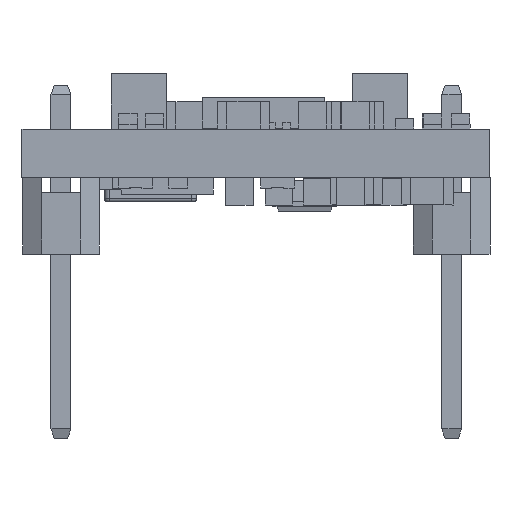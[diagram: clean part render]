
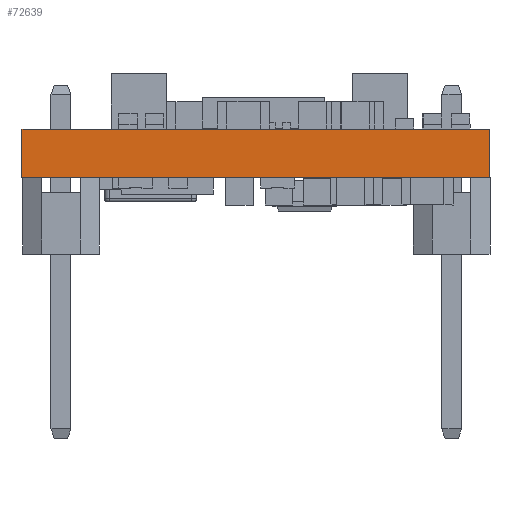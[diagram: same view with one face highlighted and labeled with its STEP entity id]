
A CAD part, front view. The second image highlights one B-rep face of the part: STEP entity #72639.
In plain terms, the highlighted planar face has unit normal (0, -1, 0).
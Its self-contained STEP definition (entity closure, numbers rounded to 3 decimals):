
#4675 = VECTOR ( 'NONE', #81195, 1000. ) ;
#8054 = EDGE_CURVE ( 'NONE', #86810, #26598, #10815, .T. ) ;
#10434 = LINE ( 'NONE', #46845, #78493 ) ;
#10815 = LINE ( 'NONE', #84274, #36279 ) ;
#12044 = EDGE_CURVE ( 'NONE', #19613, #26598, #33243, .T. ) ;
#13828 = EDGE_LOOP ( 'NONE', ( #53204, #79779, #36919, #81706 ) ) ;
#17328 = DIRECTION ( 'NONE',  ( 1., 0., 0. ) ) ;
#19613 = VERTEX_POINT ( 'NONE', #32659 ) ;
#24812 = CARTESIAN_POINT ( 'NONE',  ( 0., 0., 0. ) ) ;
#26198 = DIRECTION ( 'NONE',  ( 0., 0., -1. ) ) ;
#26598 = VERTEX_POINT ( 'NONE', #54906 ) ;
#32132 = AXIS2_PLACEMENT_3D ( 'NONE', #50611, #44436, #37826 ) ;
#32659 = CARTESIAN_POINT ( 'NONE',  ( 15.24, 0., 1.575 ) ) ;
#33243 = LINE ( 'NONE', #54460, #4675 ) ;
#36279 = VECTOR ( 'NONE', #82983, 1000. ) ;
#36919 = ORIENTED_EDGE ( 'NONE', *, *, #78465, .F. ) ;
#37826 = DIRECTION ( 'NONE',  ( 0., 0., 1. ) ) ;
#38274 = PLANE ( 'NONE',  #32132 ) ;
#41402 = VECTOR ( 'NONE', #17328, 1000. ) ;
#44436 = DIRECTION ( 'NONE',  ( 0., 1., 0. ) ) ;
#46845 = CARTESIAN_POINT ( 'NONE',  ( 0., 0., 1.575 ) ) ;
#50611 = CARTESIAN_POINT ( 'NONE',  ( 0., 0., 1.575 ) ) ;
#52991 = CARTESIAN_POINT ( 'NONE',  ( 0., 0., 1.575 ) ) ;
#53204 = ORIENTED_EDGE ( 'NONE', *, *, #8054, .T. ) ;
#54460 = CARTESIAN_POINT ( 'NONE',  ( 15.24, 0., 1.575 ) ) ;
#54906 = CARTESIAN_POINT ( 'NONE',  ( 15.24, 0., 0. ) ) ;
#58333 = LINE ( 'NONE', #52991, #41402 ) ;
#71784 = FACE_OUTER_BOUND ( 'NONE', #13828, .T. ) ;
#72639 = ADVANCED_FACE ( 'NONE', ( #71784 ), #38274, .F. ) ;
#73434 = CARTESIAN_POINT ( 'NONE',  ( 0., 0., 1.575 ) ) ;
#75577 = VERTEX_POINT ( 'NONE', #73434 ) ;
#78465 = EDGE_CURVE ( 'NONE', #75577, #19613, #58333, .T. ) ;
#78493 = VECTOR ( 'NONE', #26198, 1000. ) ;
#79779 = ORIENTED_EDGE ( 'NONE', *, *, #12044, .F. ) ;
#81195 = DIRECTION ( 'NONE',  ( 0., 0., -1. ) ) ;
#81706 = ORIENTED_EDGE ( 'NONE', *, *, #81889, .T. ) ;
#81889 = EDGE_CURVE ( 'NONE', #75577, #86810, #10434, .T. ) ;
#82983 = DIRECTION ( 'NONE',  ( 1., 0., 0. ) ) ;
#84274 = CARTESIAN_POINT ( 'NONE',  ( 0., 0., 0. ) ) ;
#86810 = VERTEX_POINT ( 'NONE', #24812 ) ;
